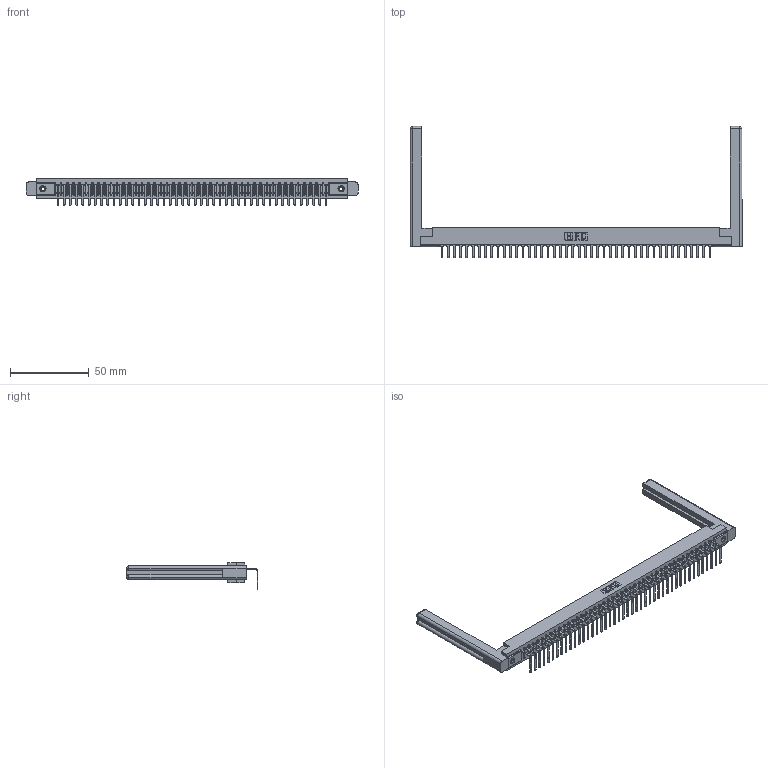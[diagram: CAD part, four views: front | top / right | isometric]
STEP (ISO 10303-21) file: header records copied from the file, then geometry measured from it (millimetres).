
FILE_DESCRIPTION (( 'STEP AP203' ), '1' );
FILE_NAME ('307-044-558-158.STEP', '2019-09-05T15:19:59', ( '' ), ( '' ), 'SwSTEP 2.0', 'SolidWorks 2016', '' );
FILE_SCHEMA (( 'CONFIG_CONTROL_DESIGN' ));
Length unit declared in the file: inch
Products named in the file (5): 307 Part_.156 Dia Mounting Holes; 307-290-001_558 - 2 (Single); 345-250-001_345-250-001-102; 307-220-058; 307-044-558-158
Assembly tree (49 placements, depth 2):
  307-044-558-158
    307 Part_.156 Dia Mounting Holes
    307-290-001_558 - 2 (Single)  x44
    307-220-058  x2
    345-250-001_345-250-001-102  x2
Bounding box: 210.97 x 83.27 x 16.8 mm (x, y, z)
Volume: 29276.3 mm3; surface area: 29904.1 mm2
Topology: 49 solids, 49 shells, 2945 faces, 8333 edges, 5362 vertices
Faces by surface type: plane 1870, cylinder 961, sphere 90, torus 12, cone 12
Entity records: 40211 total; most frequent: CARTESIAN_POINT 6783, ORIENTED_EDGE 6708, DIRECTION 6556, EDGE_CURVE 3354, LINE 2570, VECTOR 2570, VERTEX_POINT 2166, AXIS2_PLACEMENT_3D 1993
